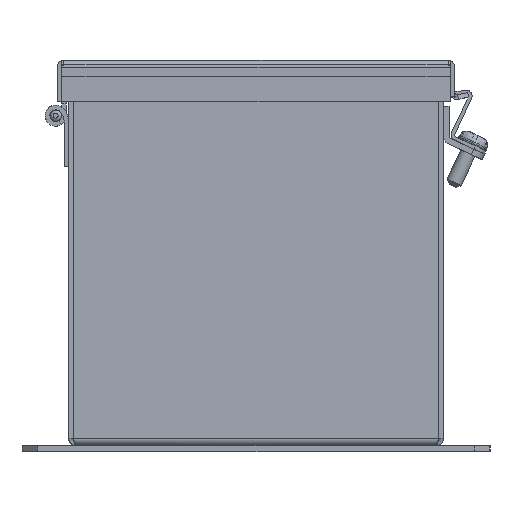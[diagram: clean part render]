
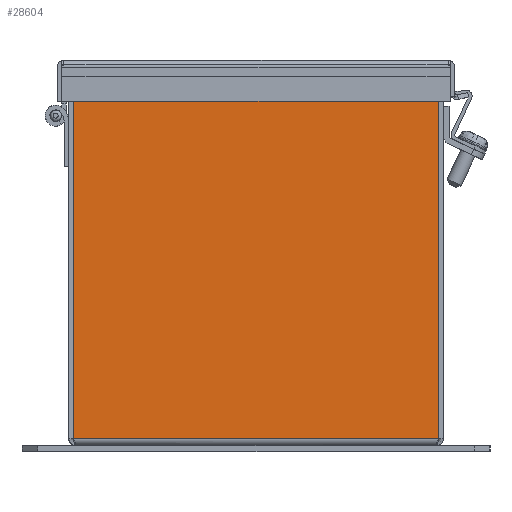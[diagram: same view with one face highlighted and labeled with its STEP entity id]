
A CAD part, left-side view. The second image highlights one B-rep face of the part: STEP entity #28604.
In plain terms, the highlighted planar face has unit normal (-1, 0, 0).
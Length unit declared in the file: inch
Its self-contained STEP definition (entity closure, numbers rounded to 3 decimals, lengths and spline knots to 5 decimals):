
#701 = ORIENTED_EDGE ( 'NONE', *, *, #7777, .F. ) ;
#759 = LINE ( 'NONE', #27432, #22384 ) ;
#1108 = CIRCLE ( 'NONE', #17988, 0.25 ) ;
#1275 = EDGE_CURVE ( 'NONE', #16518, #22009, #759, .T. ) ;
#1896 = VECTOR ( 'NONE', #9752, 39.37008 ) ;
#3229 = AXIS2_PLACEMENT_3D ( 'NONE', #23479, #10512, #12569 ) ;
#4032 = VERTEX_POINT ( 'NONE', #8555 ) ;
#4299 = DIRECTION ( 'NONE',  ( 0., 0., -1. ) ) ;
#6148 = ORIENTED_EDGE ( 'NONE', *, *, #19013, .F. ) ;
#6375 = DIRECTION ( 'NONE',  ( 0., -1., 0. ) ) ;
#7468 = DIRECTION ( 'NONE',  ( 0., 1., 0. ) ) ;
#7472 = CARTESIAN_POINT ( 'NONE',  ( -12., -2.67789, 5.82223 ) ) ;
#7777 = EDGE_CURVE ( 'NONE', #4032, #8423, #13105, .T. ) ;
#8088 = EDGE_CURVE ( 'NONE', #16518, #24108, #27678, .T. ) ;
#8423 = VERTEX_POINT ( 'NONE', #28085 ) ;
#8555 = CARTESIAN_POINT ( 'NONE',  ( -12., 2.91796, 5.892 ) ) ;
#9075 = CARTESIAN_POINT ( 'NONE',  ( -12., -2.92789, 5.82223 ) ) ;
#9752 = DIRECTION ( 'NONE',  ( 0., 0., 1. ) ) ;
#10512 = DIRECTION ( 'NONE',  ( 1., 0., 0. ) ) ;
#11433 = CARTESIAN_POINT ( 'NONE',  ( -12., 2.92789, 0.108 ) ) ;
#12536 = ORIENTED_EDGE ( 'NONE', *, *, #8088, .F. ) ;
#12569 = DIRECTION ( 'NONE',  ( 0., -1., 0. ) ) ;
#13105 = LINE ( 'NONE', #20827, #15210 ) ;
#13459 = ORIENTED_EDGE ( 'NONE', *, *, #1275, .T. ) ;
#13796 = DIRECTION ( 'NONE',  ( 1., 0., 0. ) ) ;
#14222 = EDGE_CURVE ( 'NONE', #21468, #4032, #1108, .T. ) ;
#15210 = VECTOR ( 'NONE', #6375, 39.37008 ) ;
#15329 = EDGE_CURVE ( 'NONE', #8423, #22009, #25404, .T. ) ;
#16303 = DIRECTION ( 'NONE',  ( 1., 0., 0. ) ) ;
#16490 = ORIENTED_EDGE ( 'NONE', *, *, #15329, .F. ) ;
#16518 = VERTEX_POINT ( 'NONE', #26334 ) ;
#16723 = DIRECTION ( 'NONE',  ( 0., -1., 0. ) ) ;
#16766 = DIRECTION ( 'NONE',  ( 0., 0., 1. ) ) ;
#16801 = CARTESIAN_POINT ( 'NONE',  ( -12., 2.92789, 5.82223 ) ) ;
#16849 = CARTESIAN_POINT ( 'NONE',  ( -12., -2.892, 0.108 ) ) ;
#17160 = AXIS2_PLACEMENT_3D ( 'NONE', #7472, #16303, #16723 ) ;
#17635 = CARTESIAN_POINT ( 'NONE',  ( -12., 2.67789, 5.82223 ) ) ;
#17988 = AXIS2_PLACEMENT_3D ( 'NONE', #17635, #13796, #4299 ) ;
#18322 = ORIENTED_EDGE ( 'NONE', *, *, #14222, .F. ) ;
#19013 = EDGE_CURVE ( 'NONE', #24108, #21468, #25208, .T. ) ;
#20827 = CARTESIAN_POINT ( 'NONE',  ( -12., 20.406, 5.892 ) ) ;
#20924 = PLANE ( 'NONE',  #3229 ) ;
#21468 = VERTEX_POINT ( 'NONE', #16801 ) ;
#22009 = VERTEX_POINT ( 'NONE', #9075 ) ;
#22119 = EDGE_LOOP ( 'NONE', ( #18322, #6148, #12536, #13459, #16490, #701 ) ) ;
#22384 = VECTOR ( 'NONE', #16766, 39.37008 ) ;
#23039 = CARTESIAN_POINT ( 'NONE',  ( -12., 2.92789, 0. ) ) ;
#23068 = FACE_OUTER_BOUND ( 'NONE', #22119, .T. ) ;
#23479 = CARTESIAN_POINT ( 'NONE',  ( -12., 20.406, 0. ) ) ;
#24108 = VERTEX_POINT ( 'NONE', #11433 ) ;
#24979 = VECTOR ( 'NONE', #7468, 39.37008 ) ;
#25208 = LINE ( 'NONE', #23039, #1896 ) ;
#25404 = CIRCLE ( 'NONE', #17160, 0.25 ) ;
#26334 = CARTESIAN_POINT ( 'NONE',  ( -12., -2.92789, 0.108 ) ) ;
#27432 = CARTESIAN_POINT ( 'NONE',  ( -12., -2.92789, 0.108 ) ) ;
#27678 = LINE ( 'NONE', #16849, #24979 ) ;
#28085 = CARTESIAN_POINT ( 'NONE',  ( -12., -2.91796, 5.892 ) ) ;
#28604 = ADVANCED_FACE ( 'NONE', ( #23068 ), #20924, .F. ) ;
